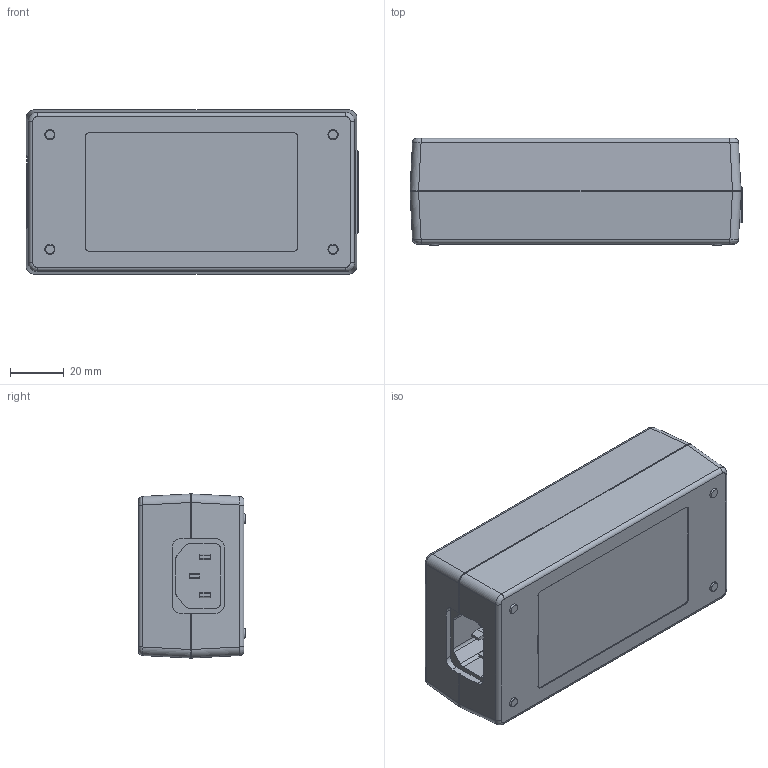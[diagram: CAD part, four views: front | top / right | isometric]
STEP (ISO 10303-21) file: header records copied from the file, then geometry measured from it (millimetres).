
FILE_DESCRIPTION (( 'STEP AP214' ), '1' );
FILE_NAME ('PS4820GB-POE-1.STEP', '2018-03-19T13:53:11', ( '' ), ( '' ), 'SwSTEP 2.0', 'SolidWorks 2017', '' );
FILE_SCHEMA (( 'AUTOMOTIVE_DESIGN' ));
Length unit declared in the file: inch
Products named in the file (1): PS4820GB-POE-1
Bounding box: 123.11 x 39.73 x 60.86 mm (x, y, z)
Volume: 273196.8 mm3; surface area: 31230.7 mm2
Topology: 1 solids, 1 shells, 427 faces, 1127 edges, 746 vertices
Faces by surface type: plane 256, bspline 129, cylinder 38, cone 4
Entity records: 24163 total; most frequent: CARTESIAN_POINT 8943, ORIENTED_EDGE 2238, DIRECTION 1499, EDGE_CURVE 1119, LINE 789, VECTOR 789, VERTEX_POINT 742, EDGE_LOOP 475
